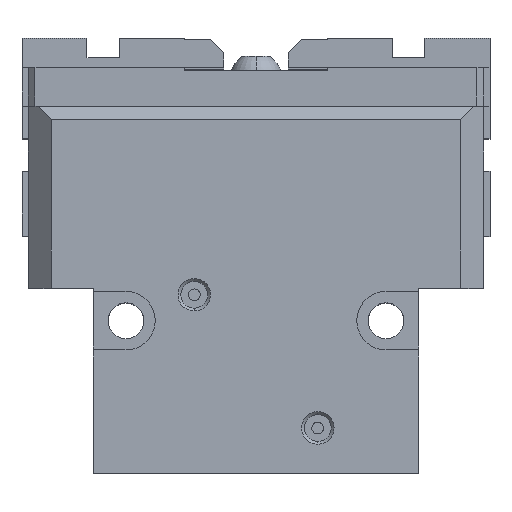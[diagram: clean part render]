
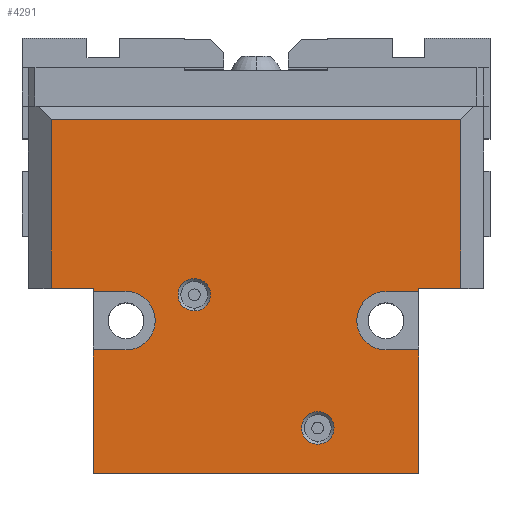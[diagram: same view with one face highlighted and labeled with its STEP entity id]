
A CAD part, top view. The second image highlights one B-rep face of the part: STEP entity #4291.
In plain terms, the highlighted planar face has unit normal (0, 0, 1).
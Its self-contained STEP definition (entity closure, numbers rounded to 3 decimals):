
#1675 = VERTEX_POINT( '', #4742 );
#1679 = VERTEX_POINT( '', #4746 );
#1689 = VERTEX_POINT( '', #4757 );
#1747 = VERTEX_POINT( '', #4822 );
#1857 = EDGE_CURVE( '', #3127, #1689, #4944, .T. );
#1889 = VERTEX_POINT( '', #4980 );
#2015 = EDGE_CURVE( '', #3605, #1689, #5121, .T. );
#2219 = VERTEX_POINT( '', #5350 );
#2307 = EDGE_CURVE( '', #4257, #4207, #5446, .T. );
#2471 = VERTEX_POINT( '', #5634 );
#2561 = EDGE_CURVE( '', #3555, #1675, #5735, .T. );
#2581 = EDGE_CURVE( '', #3333, #1747, #5757, .T. );
#2611 = VERTEX_POINT( '', #5789 );
#2629 = VERTEX_POINT( '', #5808 );
#2649 = EDGE_CURVE( '', #3015, #4093, #5830, .T. );
#2651 = EDGE_CURVE( '', #2629, #1747, #5832, .T. );
#2739 = EDGE_CURVE( '', #4207, #3605, #5935, .T. );
#3015 = VERTEX_POINT( '', #6231 );
#3025 = EDGE_CURVE( '', #4295, #4257, #6243, .T. );
#3127 = VERTEX_POINT( '', #6354 );
#3241 = VERTEX_POINT( '', #6484 );
#3275 = EDGE_CURVE( '', #1675, #4259, #6521, .T. );
#3333 = VERTEX_POINT( '', #6585 );
#3477 = EDGE_CURVE( '', #4233, #2611, #6746, .T. );
#3555 = VERTEX_POINT( '', #6832 );
#3575 = EDGE_CURVE( '', #3241, #2219, #6855, .T. );
#3605 = VERTEX_POINT( '', #6890 );
#3649 = EDGE_CURVE( '', #4093, #3015, #6941, .T. );
#3769 = EDGE_CURVE( '', #1679, #4295, #7077, .T. );
#4093 = VERTEX_POINT( '', #7437 );
#4207 = VERTEX_POINT( '', #7567 );
#4229 = EDGE_CURVE( '', #2219, #3333, #7592, .T. );
#4233 = VERTEX_POINT( '', #7596 );
#4257 = VERTEX_POINT( '', #7620 );
#4259 = VERTEX_POINT( '', #7622 );
#4267 = EDGE_CURVE( '', #4259, #3555, #7631, .T. );
#4279 = EDGE_CURVE( '', #3127, #1889, #7643, .T. );
#4291 = ADVANCED_FACE( '', ( #7655, #7656, #7657 ), #7658, .T. );
#4295 = VERTEX_POINT( '', #7662 );
#4353 = EDGE_CURVE( '', #2611, #2471, #7728, .T. );
#4429 = EDGE_CURVE( '', #3241, #1889, #7814, .T. );
#4451 = EDGE_CURVE( '', #2471, #1679, #7841, .T. );
#4551 = EDGE_CURVE( '', #2629, #4233, #7948, .T. );
#4742 = CARTESIAN_POINT( '', ( -9.5, 25., 18.5 ) );
#4746 = CARTESIAN_POINT( '', ( 20., 28., 18.5 ) );
#4757 = CARTESIAN_POINT( '', ( -31.5, 54.5, 18.5 ) );
#4822 = CARTESIAN_POINT( '', ( -25., 19., 18.5 ) );
#4944 = LINE( '', #8462, #8463 );
#4980 = CARTESIAN_POINT( '', ( -25., 28.5, 18.5 ) );
#5121 = LINE( '', #8705, #8706 );
#5350 = CARTESIAN_POINT( '', ( -20., 28., 18.5 ) );
#5446 = LINE( '', #9156, #9157 );
#5634 = CARTESIAN_POINT( '', ( 20., 19., 18.5 ) );
#5735 = CIRCLE( '', #9572, 2.5 );
#5757 = LINE( '', #9604, #9605 );
#5789 = CARTESIAN_POINT( '', ( 25., 19., 18.5 ) );
#5808 = CARTESIAN_POINT( '', ( -25., 0., 18.5 ) );
#5830 = CIRCLE( '', #9708, 2.5 );
#5832 = LINE( '', #9711, #9712 );
#5935 = LINE( '', #9847, #9848 );
#6231 = CARTESIAN_POINT( '', ( 9.5, 9.5, 18.5 ) );
#6243 = LINE( '', #10274, #10275 );
#6354 = CARTESIAN_POINT( '', ( -31.5, 28.5, 18.5 ) );
#6484 = CARTESIAN_POINT( '', ( -25., 28., 18.5 ) );
#6521 = CIRCLE( '', #10651, 2.5 );
#6585 = CARTESIAN_POINT( '', ( -20., 19., 18.5 ) );
#6746 = LINE( '', #10968, #10969 );
#6832 = CARTESIAN_POINT( '', ( -7.209, 28.5, 18.5 ) );
#6855 = LINE( '', #11110, #11111 );
#6890 = CARTESIAN_POINT( '', ( 31.5, 54.5, 18.5 ) );
#6941 = CIRCLE( '', #11224, 2.5 );
#7077 = LINE( '', #11416, #11417 );
#7437 = CARTESIAN_POINT( '', ( 9.5, 4.5, 18.5 ) );
#7567 = CARTESIAN_POINT( '', ( 31.5, 28.5, 18.5 ) );
#7592 = CIRCLE( '', #12138, 4.5 );
#7596 = CARTESIAN_POINT( '', ( 25., 0., 18.5 ) );
#7620 = CARTESIAN_POINT( '', ( 25., 28.5, 18.5 ) );
#7622 = CARTESIAN_POINT( '', ( -9.5, 30., 18.5 ) );
#7631 = CIRCLE( '', #12191, 2.5 );
#7643 = LINE( '', #12210, #12211 );
#7655 = FACE_BOUND( '', #12228, .T. );
#7656 = FACE_OUTER_BOUND( '', #12229, .T. );
#7657 = FACE_BOUND( '', #12230, .T. );
#7658 = PLANE( '', #12231 );
#7662 = CARTESIAN_POINT( '', ( 25., 28., 18.5 ) );
#7728 = LINE( '', #12325, #12326 );
#7814 = LINE( '', #12458, #12459 );
#7841 = CIRCLE( '', #12495, 4.5 );
#7948 = LINE( '', #12651, #12652 );
#8462 = CARTESIAN_POINT( '', ( -31.5, 28.5, 18.5 ) );
#8463 = VECTOR( '', #13087, 1. );
#8705 = CARTESIAN_POINT( '', ( 32.5, 54.5, 18.5 ) );
#8706 = VECTOR( '', #13281, 1. );
#9156 = CARTESIAN_POINT( '', ( -31.5, 28.5, 18.5 ) );
#9157 = VECTOR( '', #13660, 1. );
#9572 = AXIS2_PLACEMENT_3D( '', #14020, #14021, #14022 );
#9604 = CARTESIAN_POINT( '', ( -2.5, 19., 18.5 ) );
#9605 = VECTOR( '', #14050, 1. );
#9708 = AXIS2_PLACEMENT_3D( '', #14118, #14119, #14120 );
#9711 = CARTESIAN_POINT( '', ( -25., 0., 18.5 ) );
#9712 = VECTOR( '', #14121, 1. );
#9847 = CARTESIAN_POINT( '', ( 31.5, 28.5, 18.5 ) );
#9848 = VECTOR( '', #14271, 1. );
#10274 = CARTESIAN_POINT( '', ( 25., 0., 18.5 ) );
#10275 = VECTOR( '', #14560, 1. );
#10651 = AXIS2_PLACEMENT_3D( '', #14875, #14876, #14877 );
#10968 = CARTESIAN_POINT( '', ( 25., 0., 18.5 ) );
#10969 = VECTOR( '', #15123, 1. );
#11110 = CARTESIAN_POINT( '', ( 2.5, 28., 18.5 ) );
#11111 = VECTOR( '', #15249, 1. );
#11224 = AXIS2_PLACEMENT_3D( '', #15356, #15357, #15358 );
#11416 = CARTESIAN_POINT( '', ( 27.5, 28., 18.5 ) );
#11417 = VECTOR( '', #15522, 1. );
#12138 = AXIS2_PLACEMENT_3D( '', #16087, #16088, #16089 );
#12191 = AXIS2_PLACEMENT_3D( '', #16117, #16118, #16119 );
#12210 = CARTESIAN_POINT( '', ( -31.5, 28.5, 18.5 ) );
#12211 = VECTOR( '', #16123, 1. );
#12228 = EDGE_LOOP( '', ( #16135, #16136, #16137 ) );
#12229 = EDGE_LOOP( '', ( #16138, #16139, #16140, #16141, #16142, #16143, #16144, #16145, #16146, #16147, #16148, #16149, #16150, #16151, #16152, #16153 ) );
#12230 = EDGE_LOOP( '', ( #16154, #16155 ) );
#12231 = AXIS2_PLACEMENT_3D( '', #16156, #16157, #16158 );
#12325 = CARTESIAN_POINT( '', ( 22.5, 19., 18.5 ) );
#12326 = VECTOR( '', #16244, 1. );
#12458 = CARTESIAN_POINT( '', ( -25., 0., 18.5 ) );
#12459 = VECTOR( '', #16343, 1. );
#12495 = AXIS2_PLACEMENT_3D( '', #16388, #16389, #16390 );
#12651 = CARTESIAN_POINT( '', ( -25., 0., 18.5 ) );
#12652 = VECTOR( '', #16511, 1. );
#13087 = DIRECTION( '', ( 0., 1., 0. ) );
#13281 = DIRECTION( '', ( -1., 0., 0. ) );
#13660 = DIRECTION( '', ( 1., 0., 0. ) );
#14020 = CARTESIAN_POINT( '', ( -9.5, 27.5, 18.5 ) );
#14021 = DIRECTION( '', ( 0., 0., -1. ) );
#14022 = DIRECTION( '', ( 0., 1., 0. ) );
#14050 = DIRECTION( '', ( -1., 0., 0. ) );
#14118 = CARTESIAN_POINT( '', ( 9.5, 7., 18.5 ) );
#14119 = DIRECTION( '', ( 0., 0., -1. ) );
#14120 = DIRECTION( '', ( 0., 1., 0. ) );
#14121 = DIRECTION( '', ( 0., 1., 0. ) );
#14271 = DIRECTION( '', ( 0., 1., 0. ) );
#14560 = DIRECTION( '', ( 0., 1., 0. ) );
#14875 = CARTESIAN_POINT( '', ( -9.5, 27.5, 18.5 ) );
#14876 = DIRECTION( '', ( 0., 0., -1. ) );
#14877 = DIRECTION( '', ( 0., 1., 0. ) );
#15123 = DIRECTION( '', ( 0., 1., 0. ) );
#15249 = DIRECTION( '', ( 1., 0., 0. ) );
#15356 = CARTESIAN_POINT( '', ( 9.5, 7., 18.5 ) );
#15357 = DIRECTION( '', ( 0., 0., -1. ) );
#15358 = DIRECTION( '', ( 0., 1., 0. ) );
#15522 = DIRECTION( '', ( 1., 0., 0. ) );
#16087 = CARTESIAN_POINT( '', ( -20., 23.5, 18.5 ) );
#16088 = DIRECTION( '', ( 0., 0., -1. ) );
#16089 = DIRECTION( '', ( 0., -1., 0. ) );
#16117 = CARTESIAN_POINT( '', ( -9.5, 27.5, 18.5 ) );
#16118 = DIRECTION( '', ( 0., 0., -1. ) );
#16119 = DIRECTION( '', ( 0., 1., 0. ) );
#16123 = DIRECTION( '', ( 1., 0., 0. ) );
#16135 = ORIENTED_EDGE( '', *, *, #2561, .T. );
#16136 = ORIENTED_EDGE( '', *, *, #3275, .T. );
#16137 = ORIENTED_EDGE( '', *, *, #4267, .T. );
#16138 = ORIENTED_EDGE( '', *, *, #2307, .T. );
#16139 = ORIENTED_EDGE( '', *, *, #2739, .T. );
#16140 = ORIENTED_EDGE( '', *, *, #2015, .T. );
#16141 = ORIENTED_EDGE( '', *, *, #1857, .F. );
#16142 = ORIENTED_EDGE( '', *, *, #4279, .T. );
#16143 = ORIENTED_EDGE( '', *, *, #4429, .F. );
#16144 = ORIENTED_EDGE( '', *, *, #3575, .T. );
#16145 = ORIENTED_EDGE( '', *, *, #4229, .T. );
#16146 = ORIENTED_EDGE( '', *, *, #2581, .T. );
#16147 = ORIENTED_EDGE( '', *, *, #2651, .F. );
#16148 = ORIENTED_EDGE( '', *, *, #4551, .T. );
#16149 = ORIENTED_EDGE( '', *, *, #3477, .T. );
#16150 = ORIENTED_EDGE( '', *, *, #4353, .T. );
#16151 = ORIENTED_EDGE( '', *, *, #4451, .T. );
#16152 = ORIENTED_EDGE( '', *, *, #3769, .T. );
#16153 = ORIENTED_EDGE( '', *, *, #3025, .T. );
#16154 = ORIENTED_EDGE( '', *, *, #2649, .T. );
#16155 = ORIENTED_EDGE( '', *, *, #3649, .T. );
#16156 = CARTESIAN_POINT( '', ( 25., 0., 18.5 ) );
#16157 = DIRECTION( '', ( 0., 0., 1. ) );
#16158 = DIRECTION( '', ( 1., 0., 0. ) );
#16244 = DIRECTION( '', ( -1., 0., 0. ) );
#16343 = DIRECTION( '', ( 0., 1., 0. ) );
#16388 = CARTESIAN_POINT( '', ( 20., 23.5, 18.5 ) );
#16389 = DIRECTION( '', ( 0., 0., -1. ) );
#16390 = DIRECTION( '', ( 0., 1., 0. ) );
#16511 = DIRECTION( '', ( 1., 0., 0. ) );
